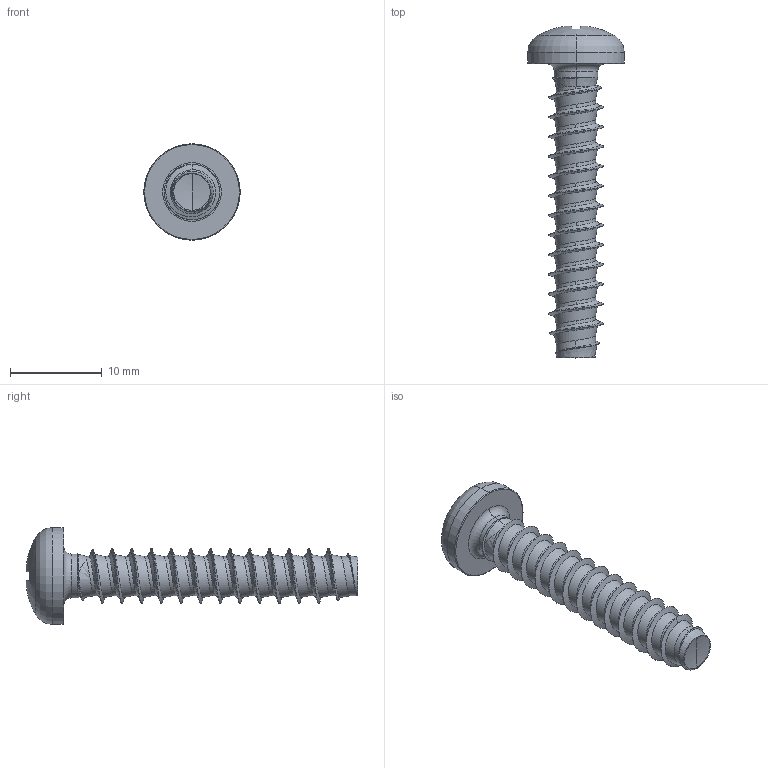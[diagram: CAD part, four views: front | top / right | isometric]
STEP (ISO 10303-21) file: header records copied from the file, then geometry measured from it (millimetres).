
FILE_DESCRIPTION (( 'STEP AP203' ), '1' );
FILE_NAME ('STP320600320.STEP', '2020-09-03T17:49:47', ( '' ), ( '' ), 'SwSTEP 2.0', 'SolidWorks 2015', '' );
FILE_SCHEMA (( 'CONFIG_CONTROL_DESIGN' ));
Length unit declared in the file: millimetre
Products named in the file (2): STP320600320
Bounding box: 10.5 x 36.13 x 10.5 mm (x, y, z)
Volume: 796.9 mm3; surface area: 981 mm2
Topology: 1 solids, 1 shells, 191 faces, 443 edges, 254 vertices
Faces by surface type: cylinder 54, bspline 51, torus 28, sphere 28, plane 22, cone 8
Entity records: 26422 total; most frequent: CARTESIAN_POINT 22388, ORIENTED_EDGE 882, DIRECTION 746, EDGE_CURVE 441, AXIS2_PLACEMENT_3D 330, VERTEX_POINT 254, EDGE_LOOP 193, FACE_OUTER_BOUND 191
